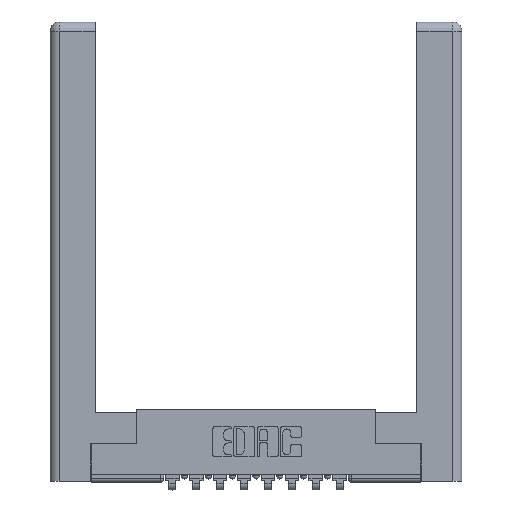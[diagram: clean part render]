
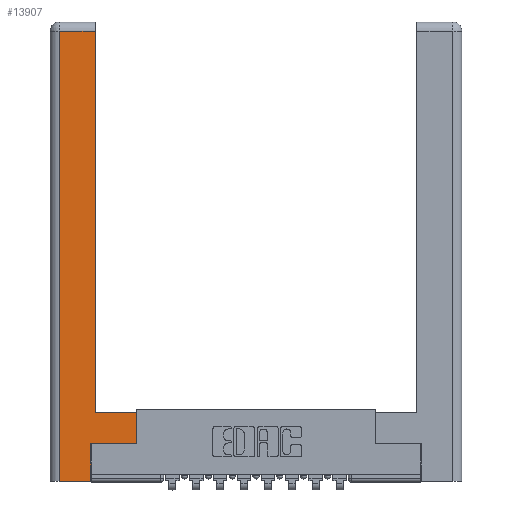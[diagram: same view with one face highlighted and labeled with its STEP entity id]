
A CAD part, top view. The second image highlights one B-rep face of the part: STEP entity #13907.
In plain terms, the highlighted planar face has unit normal (0, 0, 1).
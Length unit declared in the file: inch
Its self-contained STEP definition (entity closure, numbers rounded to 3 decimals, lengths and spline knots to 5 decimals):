
#2 = LINE ( 'NONE', #11188, #11582 ) ;
#225 = CARTESIAN_POINT ( 'NONE',  ( 0.0615, 2.94, 0. ) ) ;
#249 = CARTESIAN_POINT ( 'NONE',  ( 0.265, 0., 0. ) ) ;
#778 = VECTOR ( 'NONE', #4486, 39.37008 ) ;
#1024 = VERTEX_POINT ( 'NONE', #11435 ) ;
#1031 = EDGE_CURVE ( 'NONE', #2579, #14550, #7001, .T. ) ;
#1595 = ORIENTED_EDGE ( 'NONE', *, *, #3925, .T. ) ;
#2015 = DIRECTION ( 'NONE',  ( 0., 0., -1. ) ) ;
#2155 = DIRECTION ( 'NONE',  ( 0., 1., 0. ) ) ;
#2349 = VECTOR ( 'NONE', #3238, 39.37008 ) ;
#2559 = FACE_OUTER_BOUND ( 'NONE', #6576, .T. ) ;
#2579 = VERTEX_POINT ( 'NONE', #5558 ) ;
#2743 = VERTEX_POINT ( 'NONE', #225 ) ;
#3060 = LINE ( 'NONE', #7752, #778 ) ;
#3238 = DIRECTION ( 'NONE',  ( 0., 1., 0. ) ) ;
#3925 = EDGE_CURVE ( 'NONE', #12204, #2579, #3060, .T. ) ;
#4029 = AXIS2_PLACEMENT_3D ( 'NONE', #9792, #2015, #6432 ) ;
#4275 = VERTEX_POINT ( 'NONE', #5058 ) ;
#4310 = DIRECTION ( 'NONE',  ( -1., 0., 0. ) ) ;
#4463 = EDGE_CURVE ( 'NONE', #4275, #6052, #5312, .T. ) ;
#4486 = DIRECTION ( 'NONE',  ( 1., 0., 0. ) ) ;
#4774 = VECTOR ( 'NONE', #2155, 39.37008 ) ;
#5058 = CARTESIAN_POINT ( 'NONE',  ( 0.295, 0.45, 0. ) ) ;
#5166 = EDGE_CURVE ( 'NONE', #12214, #12204, #14060, .T. ) ;
#5312 = LINE ( 'NONE', #13324, #2349 ) ;
#5418 = EDGE_CURVE ( 'NONE', #2743, #1024, #11596, .T. ) ;
#5558 = CARTESIAN_POINT ( 'NONE',  ( 0.565, 0.245, 0. ) ) ;
#5593 = LINE ( 'NONE', #8309, #12428 ) ;
#6052 = VERTEX_POINT ( 'NONE', #12455 ) ;
#6216 = DIRECTION ( 'NONE',  ( 1., 0., 0. ) ) ;
#6432 = DIRECTION ( 'NONE',  ( -1., 0., 0. ) ) ;
#6576 = EDGE_LOOP ( 'NONE', ( #8912, #10958, #13143, #10089, #13866, #1595, #9981, #13595 ) ) ;
#6735 = EDGE_CURVE ( 'NONE', #1024, #12214, #5593, .T. ) ;
#7001 = LINE ( 'NONE', #10388, #7688 ) ;
#7045 = DIRECTION ( 'NONE',  ( 0., -1., 0. ) ) ;
#7688 = VECTOR ( 'NONE', #13778, 39.37008 ) ;
#7752 = CARTESIAN_POINT ( 'NONE',  ( 0.565, 0.245, 0. ) ) ;
#8309 = CARTESIAN_POINT ( 'NONE',  ( 0.265, 0., 0. ) ) ;
#8912 = ORIENTED_EDGE ( 'NONE', *, *, #4463, .T. ) ;
#9001 = DIRECTION ( 'NONE',  ( -1., 0., 0. ) ) ;
#9422 = CARTESIAN_POINT ( 'NONE',  ( 0.0615, 0., 0. ) ) ;
#9792 = CARTESIAN_POINT ( 'NONE',  ( 0., 0., 0. ) ) ;
#9882 = PLANE ( 'NONE',  #4029 ) ;
#9981 = ORIENTED_EDGE ( 'NONE', *, *, #1031, .T. ) ;
#10021 = CARTESIAN_POINT ( 'NONE',  ( 0.565, 0.45, 0. ) ) ;
#10089 = ORIENTED_EDGE ( 'NONE', *, *, #6735, .T. ) ;
#10388 = CARTESIAN_POINT ( 'NONE',  ( 0.565, 0.45, 0. ) ) ;
#10958 = ORIENTED_EDGE ( 'NONE', *, *, #12574, .T. ) ;
#11188 = CARTESIAN_POINT ( 'NONE',  ( 0.295, 0.45, 0. ) ) ;
#11222 = LINE ( 'NONE', #12178, #13855 ) ;
#11238 = VECTOR ( 'NONE', #7045, 39.37008 ) ;
#11435 = CARTESIAN_POINT ( 'NONE',  ( 0.0615, 0., 0. ) ) ;
#11582 = VECTOR ( 'NONE', #4310, 39.37008 ) ;
#11596 = LINE ( 'NONE', #9422, #11238 ) ;
#12130 = CARTESIAN_POINT ( 'NONE',  ( 0.265, 0.245, 0. ) ) ;
#12178 = CARTESIAN_POINT ( 'NONE',  ( 0.0615, 2.94, 0. ) ) ;
#12204 = VERTEX_POINT ( 'NONE', #12641 ) ;
#12214 = VERTEX_POINT ( 'NONE', #249 ) ;
#12428 = VECTOR ( 'NONE', #6216, 39.37008 ) ;
#12455 = CARTESIAN_POINT ( 'NONE',  ( 0.295, 2.94, 0. ) ) ;
#12559 = EDGE_CURVE ( 'NONE', #14550, #4275, #2, .T. ) ;
#12574 = EDGE_CURVE ( 'NONE', #6052, #2743, #11222, .T. ) ;
#12641 = CARTESIAN_POINT ( 'NONE',  ( 0.265, 0.245, 0. ) ) ;
#13143 = ORIENTED_EDGE ( 'NONE', *, *, #5418, .T. ) ;
#13324 = CARTESIAN_POINT ( 'NONE',  ( 0.295, 3., 0. ) ) ;
#13595 = ORIENTED_EDGE ( 'NONE', *, *, #12559, .T. ) ;
#13778 = DIRECTION ( 'NONE',  ( 0., 1., 0. ) ) ;
#13855 = VECTOR ( 'NONE', #9001, 39.37008 ) ;
#13866 = ORIENTED_EDGE ( 'NONE', *, *, #5166, .T. ) ;
#13907 = ADVANCED_FACE ( 'NONE', ( #2559 ), #9882, .F. ) ;
#14060 = LINE ( 'NONE', #12130, #4774 ) ;
#14550 = VERTEX_POINT ( 'NONE', #10021 ) ;
